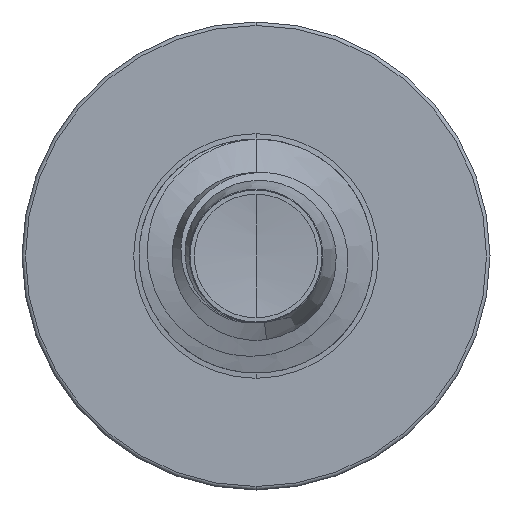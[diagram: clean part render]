
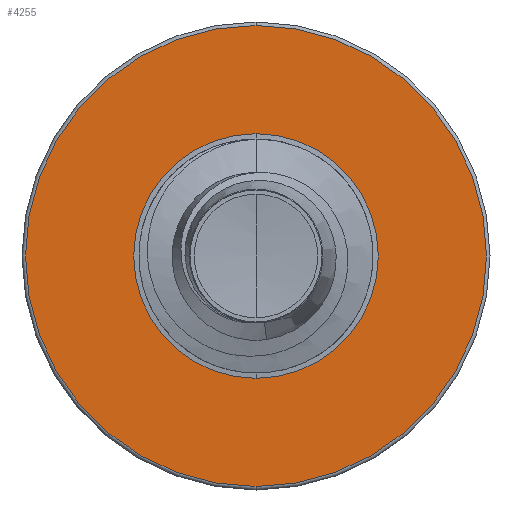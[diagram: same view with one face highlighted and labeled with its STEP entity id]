
A CAD part, front view. The second image highlights one B-rep face of the part: STEP entity #4255.
In plain terms, the highlighted planar face has unit normal (0, -1, 0).
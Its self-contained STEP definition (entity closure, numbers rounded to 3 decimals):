
#39 = ORIENTED_EDGE ( 'NONE', *, *, #10291, .F. ) ;
#440 = DIRECTION ( 'NONE',  ( 0., 0., 1. ) ) ;
#467 = CIRCLE ( 'NONE', #8707, 2.167 ) ;
#612 = DIRECTION ( 'NONE',  ( 0., 0., 1. ) ) ;
#1090 = AXIS2_PLACEMENT_3D ( 'NONE', #4004, #11347, #5066 ) ;
#1133 = CARTESIAN_POINT ( 'NONE',  ( 0., 5., 1.15 ) ) ;
#2012 = DIRECTION ( 'NONE',  ( 0., 1., 0. ) ) ;
#2496 = CARTESIAN_POINT ( 'NONE',  ( 0., 5., -1.15 ) ) ;
#2828 = EDGE_LOOP ( 'NONE', ( #9358, #11311 ) ) ;
#3243 = ORIENTED_EDGE ( 'NONE', *, *, #4491, .F. ) ;
#3549 = DIRECTION ( 'NONE',  ( 0., 1., 0. ) ) ;
#3775 = AXIS2_PLACEMENT_3D ( 'NONE', #6217, #2012, #9384 ) ;
#3957 = VERTEX_POINT ( 'NONE', #2496 ) ;
#4004 = CARTESIAN_POINT ( 'NONE',  ( 0., 5., 0. ) ) ;
#4255 = ADVANCED_FACE ( 'NONE', ( #11986, #9210 ), #5164, .F. ) ;
#4491 = EDGE_CURVE ( 'NONE', #10552, #11341, #467, .T. ) ;
#4777 = CARTESIAN_POINT ( 'NONE',  ( 0., 5., -2.167 ) ) ;
#5066 = DIRECTION ( 'NONE',  ( 0., 0., 1. ) ) ;
#5164 = PLANE ( 'NONE',  #3775 ) ;
#6217 = CARTESIAN_POINT ( 'NONE',  ( 0., 5., -1.15 ) ) ;
#6226 = AXIS2_PLACEMENT_3D ( 'NONE', #13206, #6924, #612 ) ;
#6545 = AXIS2_PLACEMENT_3D ( 'NONE', #9851, #3549, #10893 ) ;
#6589 = VERTEX_POINT ( 'NONE', #1133 ) ;
#6747 = DIRECTION ( 'NONE',  ( 0., 1., 0. ) ) ;
#6924 = DIRECTION ( 'NONE',  ( 0., 1., 0. ) ) ;
#8442 = EDGE_CURVE ( 'NONE', #6589, #3957, #10314, .T. ) ;
#8493 = EDGE_LOOP ( 'NONE', ( #3243, #39 ) ) ;
#8707 = AXIS2_PLACEMENT_3D ( 'NONE', #13039, #6747, #440 ) ;
#9120 = CARTESIAN_POINT ( 'NONE',  ( 0., 5., 2.167 ) ) ;
#9210 = FACE_BOUND ( 'NONE', #2828, .T. ) ;
#9358 = ORIENTED_EDGE ( 'NONE', *, *, #8442, .T. ) ;
#9384 = DIRECTION ( 'NONE',  ( 0., 0., 1. ) ) ;
#9681 = EDGE_CURVE ( 'NONE', #3957, #6589, #11941, .T. ) ;
#9851 = CARTESIAN_POINT ( 'NONE',  ( 0., 5., 0. ) ) ;
#10291 = EDGE_CURVE ( 'NONE', #11341, #10552, #13413, .T. ) ;
#10314 = CIRCLE ( 'NONE', #1090, 1.15 ) ;
#10552 = VERTEX_POINT ( 'NONE', #9120 ) ;
#10893 = DIRECTION ( 'NONE',  ( 0., 0., 1. ) ) ;
#11311 = ORIENTED_EDGE ( 'NONE', *, *, #9681, .T. ) ;
#11341 = VERTEX_POINT ( 'NONE', #4777 ) ;
#11347 = DIRECTION ( 'NONE',  ( 0., 1., 0. ) ) ;
#11941 = CIRCLE ( 'NONE', #6226, 1.15 ) ;
#11986 = FACE_OUTER_BOUND ( 'NONE', #8493, .T. ) ;
#13039 = CARTESIAN_POINT ( 'NONE',  ( 0., 5., 0. ) ) ;
#13206 = CARTESIAN_POINT ( 'NONE',  ( 0., 5., 0. ) ) ;
#13413 = CIRCLE ( 'NONE', #6545, 2.167 ) ;
